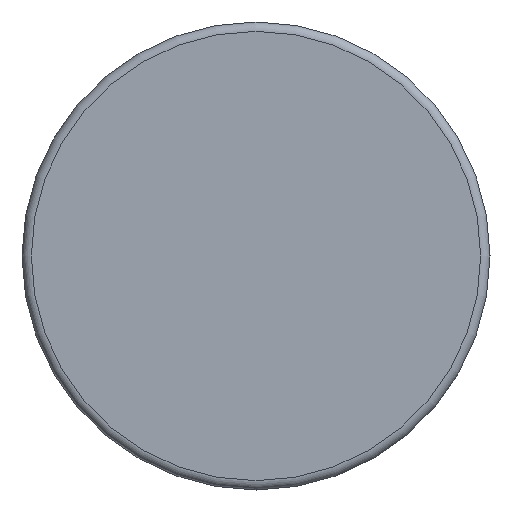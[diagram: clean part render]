
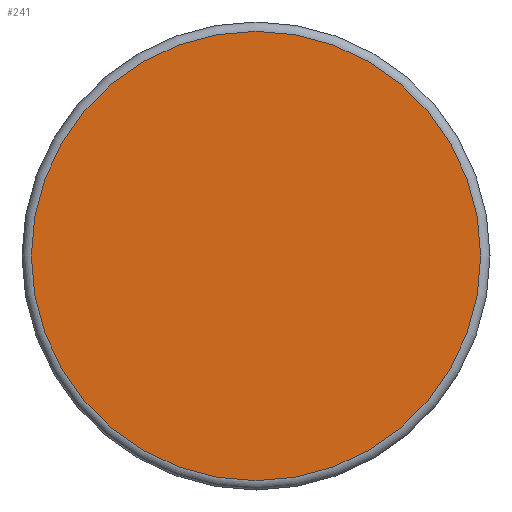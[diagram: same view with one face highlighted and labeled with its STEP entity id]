
A CAD part, front view. The second image highlights one B-rep face of the part: STEP entity #241.
In plain terms, the highlighted planar face has unit normal (0, -1, 0).
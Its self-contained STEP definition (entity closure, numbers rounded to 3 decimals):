
#221=CARTESIAN_POINT('',(0.0,0.0,4.8));
#222=VERTEX_POINT('',#221);
#223=CARTESIAN_POINT('',(0.0,0.0,0.0));
#224=DIRECTION('',(0.0,1.0,0.0));
#225=DIRECTION('',(0.0,0.0,1.0));
#226=AXIS2_PLACEMENT_3D('',#223,#224,#225);
#227=CIRCLE('',#226,4.8);
#228=EDGE_CURVE('',#222,#222,#227,.T.);
#233=CARTESIAN_POINT('',(0.0,0.,0.0));
#234=DIRECTION('',(0.0,1.0,0.0));
#235=DIRECTION('',(0.0,0.0,1.0));
#236=AXIS2_PLACEMENT_3D('',#233,#234,#235);
#237=PLANE('',#236);
#238=ORIENTED_EDGE('',*,*,#228,.F.);
#239=EDGE_LOOP('',(#238));
#240=FACE_OUTER_BOUND('',#239,.T.);
#241=ADVANCED_FACE('',(#240),#237,.F.);
